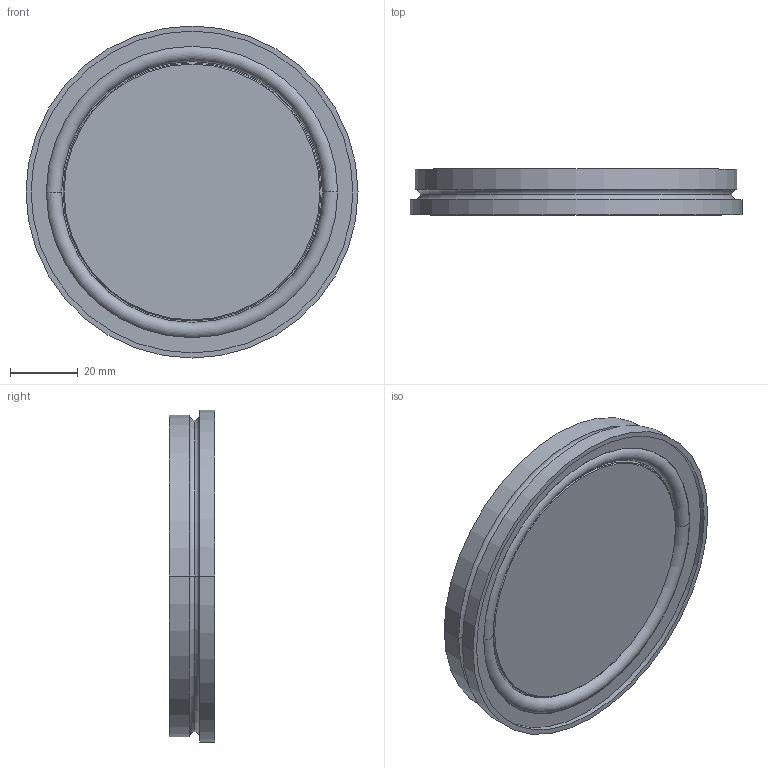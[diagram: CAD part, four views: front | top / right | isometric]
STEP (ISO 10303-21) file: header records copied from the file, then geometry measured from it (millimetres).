
FILE_DESCRIPTION (( 'STEP AP214' ), '1' );
FILE_NAME ('Hositrad_HVP-ISO63.STEP', '2012-11-16T14:20:36', ( '' ), ( '' ), 'SwSTEP 2.0', 'SolidWorks 2012', '' );
FILE_SCHEMA (( 'AUTOMOTIVE_DESIGN' ));
Length unit declared in the file: millimetre
Products named in the file (3): Hositrad_HVP-ISO63; ISO63-HVP2500; Glass-76
Assembly tree (2 placements, depth 2):
  Hositrad_HVP-ISO63
    ISO63-HVP2500
    Glass-76
Bounding box: 98 x 13.5 x 98 mm (x, y, z)
Volume: 56358.3 mm3; surface area: 28946.3 mm2
Topology: 3 solids, 3 shells, 44 faces, 86 edges, 52 vertices
Faces by surface type: cylinder 18, plane 10, torus 8, cone 6, bspline 2
Entity records: 1517 total; most frequent: CARTESIAN_POINT 403, DIRECTION 238, ORIENTED_EDGE 172, AXIS2_PLACEMENT_3D 107, EDGE_CURVE 86, CIRCLE 60, VERTEX_POINT 52, EDGE_LOOP 52
